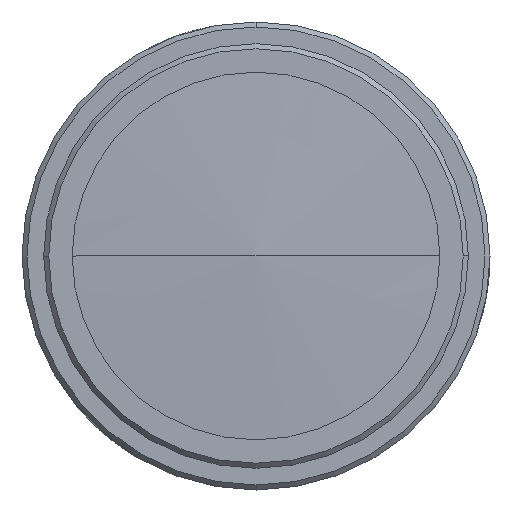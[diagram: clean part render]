
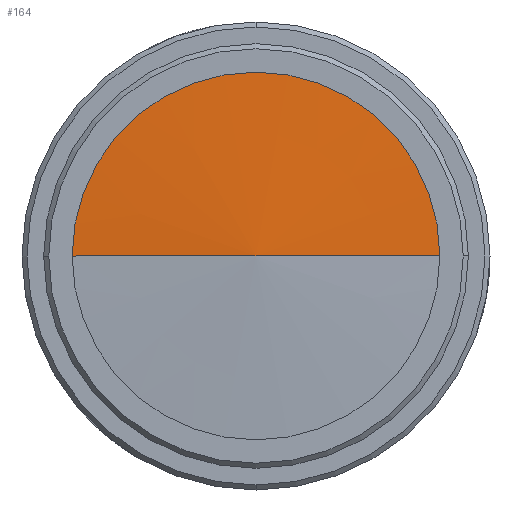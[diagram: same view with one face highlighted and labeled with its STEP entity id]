
A CAD part, left-side view. The second image highlights one B-rep face of the part: STEP entity #164.
In plain terms, the highlighted conical face has half-angle 87.274 degrees and reference radius 21006.1 mm.
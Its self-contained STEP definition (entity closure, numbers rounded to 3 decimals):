
#19 = ORIENTED_EDGE ( 'NONE', *, *, #1016, .T. ) ;
#80 = DIRECTION ( 'NONE',  ( 0.048, -0.999, 0. ) ) ;
#164 = ADVANCED_FACE ( 'NONE', ( #364 ), #1011, .T. ) ;
#199 = CARTESIAN_POINT ( 'NONE',  ( -51.032, 0., 0. ) ) ;
#219 = DIRECTION ( 'NONE',  ( 0., 1., 0. ) ) ;
#266 = ORIENTED_EDGE ( 'NONE', *, *, #941, .F. ) ;
#268 = EDGE_LOOP ( 'NONE', ( #849, #19, #266 ) ) ;
#317 = VERTEX_POINT ( 'NONE', #907 ) ;
#356 = VERTEX_POINT ( 'NONE', #784 ) ;
#364 = FACE_OUTER_BOUND ( 'NONE', #268, .T. ) ;
#405 = AXIS2_PLACEMENT_3D ( 'NONE', #1352, #710, #815 ) ;
#589 = CIRCLE ( 'NONE', #405, 11. ) ;
#637 = CARTESIAN_POINT ( 'NONE',  ( 948.968, 0., 0. ) ) ;
#639 = LINE ( 'NONE', #199, #955 ) ;
#710 = DIRECTION ( 'NONE',  ( 1., 0., 0. ) ) ;
#754 = LINE ( 'NONE', #912, #1156 ) ;
#784 = CARTESIAN_POINT ( 'NONE',  ( -50.508, 11., 0. ) ) ;
#807 = VERTEX_POINT ( 'NONE', #968 ) ;
#815 = DIRECTION ( 'NONE',  ( 0., -0.163, 0.987 ) ) ;
#849 = ORIENTED_EDGE ( 'NONE', *, *, #1342, .F. ) ;
#867 = AXIS2_PLACEMENT_3D ( 'NONE', #637, #1390, #219 ) ;
#900 = DIRECTION ( 'NONE',  ( 0.048, 0.999, 0. ) ) ;
#907 = CARTESIAN_POINT ( 'NONE',  ( -51.032, 0., 0. ) ) ;
#912 = CARTESIAN_POINT ( 'NONE',  ( -51.032, 0., 0. ) ) ;
#941 = EDGE_CURVE ( 'NONE', #356, #807, #589, .T. ) ;
#955 = VECTOR ( 'NONE', #80, 1000. ) ;
#968 = CARTESIAN_POINT ( 'NONE',  ( -50.508, -11., 0. ) ) ;
#1011 = CONICAL_SURFACE ( 'NONE', #867, 21006.123, 1.523 ) ;
#1016 = EDGE_CURVE ( 'NONE', #317, #807, #639, .T. ) ;
#1156 = VECTOR ( 'NONE', #900, 1000. ) ;
#1342 = EDGE_CURVE ( 'NONE', #317, #356, #754, .T. ) ;
#1352 = CARTESIAN_POINT ( 'NONE',  ( -50.508, 0., 0. ) ) ;
#1390 = DIRECTION ( 'NONE',  ( 1., 0., 0. ) ) ;
